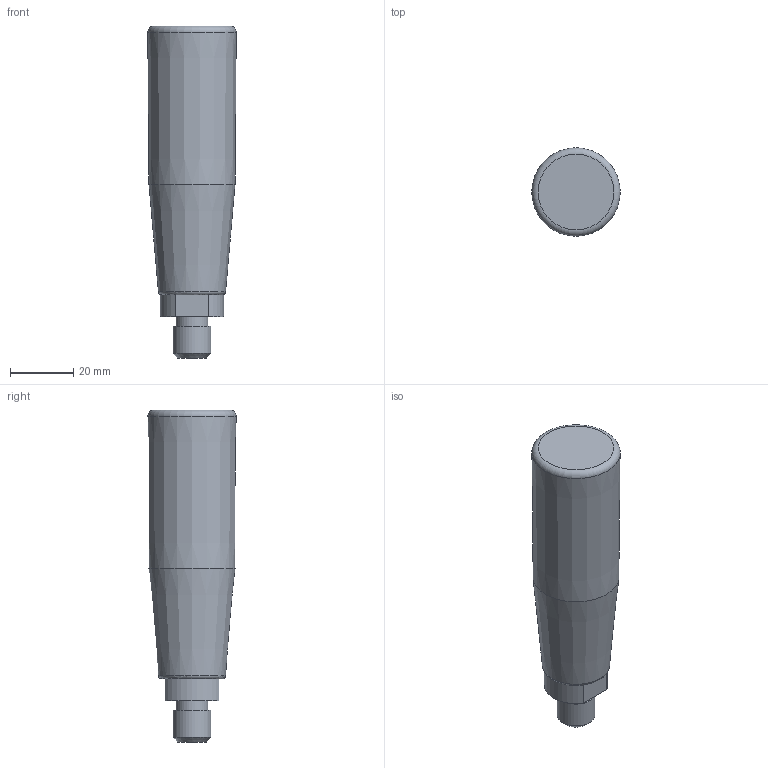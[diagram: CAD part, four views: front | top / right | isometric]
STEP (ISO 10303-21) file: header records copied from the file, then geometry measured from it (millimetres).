
FILE_DESCRIPTION( ( 'Unknown' ), '1' );
FILE_NAME( '6138030_MCG28x85_M12.stp', 'Unknown', ( 'Unknown' ), ( 'Unknown' ), 'PSStep 11.0', 'Unknown', ' ' );
FILE_SCHEMA( ( 'AUTOMOTIVE_DESIGN { 1 0 10303 214 1 1 1 1 }' ) );
Length unit declared in the file: millimetre
Products named in the file (2): 8900102
Bounding box: 27.97 x 27.97 x 105 mm (x, y, z)
Volume: 46451.6 mm3; surface area: 15242.1 mm2
Topology: 2 solids, 3 shells, 42 faces, 85 edges, 54 vertices
Faces by surface type: plane 19, cylinder 11, cone 9, torus 3
Full cylindrical faces by diameter (mm): 9 x1, 10 x2, 10.6 x1, 12 x1, 14 x1, 14.5 x1
Entity records: 1355 total; most frequent: CARTESIAN_POINT 182, DIRECTION 182, ORIENTED_EDGE 130, AXIS2_PLACEMENT_3D 81, EDGE_CURVE 65, EDGE_LOOP 62, FACE_OUTER_BOUND 52, VERTEX_POINT 49
